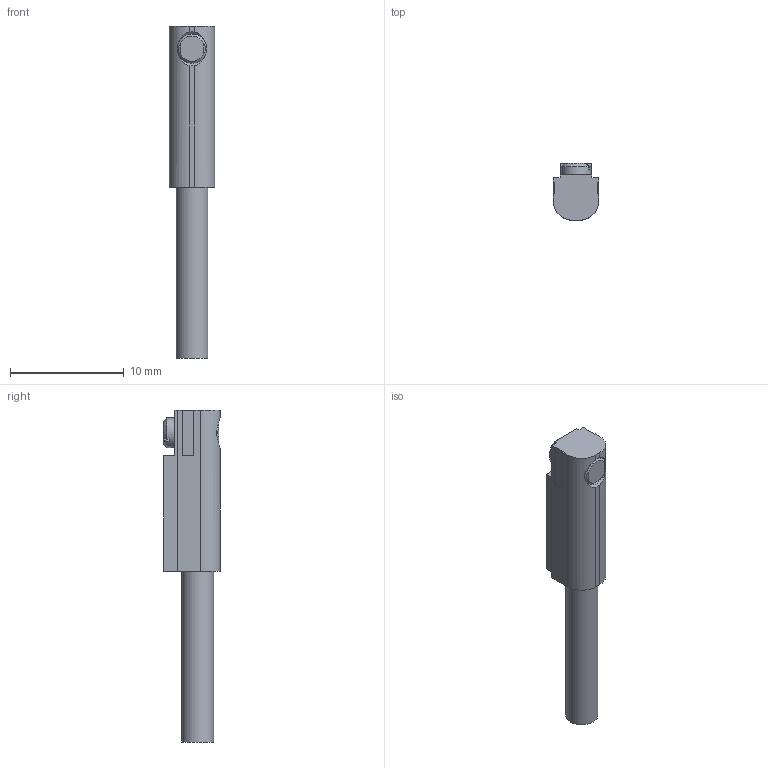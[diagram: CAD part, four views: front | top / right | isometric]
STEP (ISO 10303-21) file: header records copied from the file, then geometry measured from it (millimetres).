
FILE_DESCRIPTION( ( 'STEP AP203' ), '1' );
FILE_NAME( 'RPE1E.stp', '2020-05-28T12:03:56', ( 'License CC BY-ND 4.0' ), ( 'CADENAS' ), ' ', 'PARTsolutions', ' ' );
FILE_SCHEMA( ( 'CONFIG_CONTROL_DESIGN' ) );
Length unit declared in the file: millimetre
Products named in the file (2): RPE1E; _RPE1E-S
Assembly tree (1 placements, depth 2):
  RPE1E
    _RPE1E-S
Bounding box: 4 x 5 x 29.2 mm (x, y, z)
Volume: 328.2 mm3; surface area: 406.2 mm2
Topology: 1 solids, 1 shells, 46 faces, 120 edges, 79 vertices
Faces by surface type: plane 31, cylinder 10, cone 5
Full cylindrical faces by diameter (mm): 2.6 x1, 2.8 x1
Entity records: 1505 total; most frequent: CARTESIAN_POINT 322, ORIENTED_EDGE 230, DIRECTION 222, EDGE_CURVE 115, VERTEX_POINT 77, LINE 76, VECTOR 76, AXIS2_PLACEMENT_3D 73
